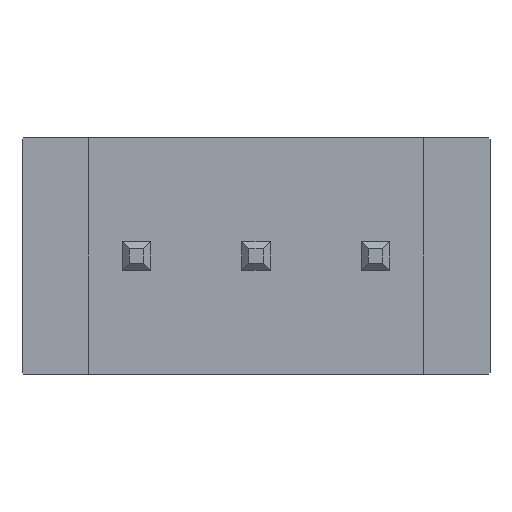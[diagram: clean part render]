
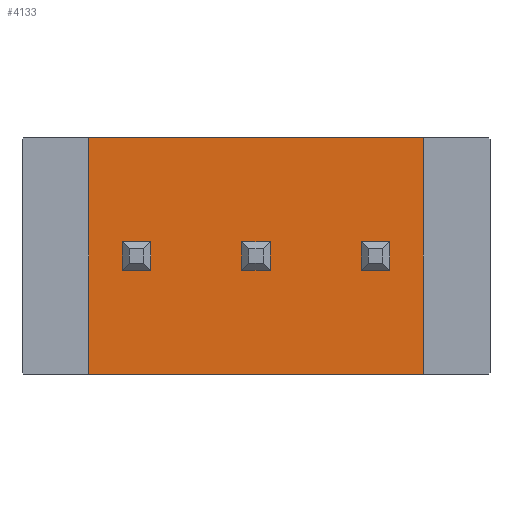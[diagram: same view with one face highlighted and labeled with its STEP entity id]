
A CAD part, front view. The second image highlights one B-rep face of the part: STEP entity #4133.
In plain terms, the highlighted planar face has unit normal (0, -1, 0).
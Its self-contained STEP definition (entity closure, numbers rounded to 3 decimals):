
#20 = LINE ( 'NONE', #3445, #1355 ) ;
#46 = ORIENTED_EDGE ( 'NONE', *, *, #90, .F. ) ;
#90 = EDGE_CURVE ( 'NONE', #1162, #3057, #3529, .T. ) ;
#119 = EDGE_CURVE ( 'NONE', #188, #208, #2963, .T. ) ;
#188 = VERTEX_POINT ( 'NONE', #1892 ) ;
#208 = VERTEX_POINT ( 'NONE', #4631 ) ;
#212 = VECTOR ( 'NONE', #527, 1000. ) ;
#219 = EDGE_CURVE ( 'NONE', #1640, #4406, #1130, .T. ) ;
#242 = LINE ( 'NONE', #1683, #3689 ) ;
#294 = LINE ( 'NONE', #5352, #5030 ) ;
#336 = EDGE_LOOP ( 'NONE', ( #4135, #3341, #2987, #46 ) ) ;
#349 = DIRECTION ( 'NONE',  ( 0., 0., -1. ) ) ;
#444 = CARTESIAN_POINT ( 'NONE',  ( 2.2, 0., 0.3 ) ) ;
#452 = EDGE_CURVE ( 'NONE', #5341, #1640, #294, .T. ) ;
#459 = EDGE_CURVE ( 'NONE', #2032, #3397, #20, .T. ) ;
#494 = DIRECTION ( 'NONE',  ( 1., 0., 0. ) ) ;
#495 = EDGE_CURVE ( 'NONE', #4276, #1046, #5380, .T. ) ;
#505 = CARTESIAN_POINT ( 'NONE',  ( 2.8, 0., 0.3 ) ) ;
#511 = VECTOR ( 'NONE', #3213, 1000. ) ;
#527 = DIRECTION ( 'NONE',  ( 1., 0., 0. ) ) ;
#567 = DIRECTION ( 'NONE',  ( 0., 0., 1. ) ) ;
#641 = EDGE_CURVE ( 'NONE', #208, #1075, #4737, .T. ) ;
#651 = FACE_BOUND ( 'NONE', #5863, .T. ) ;
#723 = DIRECTION ( 'NONE',  ( 0., 0., 1. ) ) ;
#801 = DIRECTION ( 'NONE',  ( 0., 0., 1. ) ) ;
#899 = VECTOR ( 'NONE', #1767, 1000. ) ;
#949 = EDGE_CURVE ( 'NONE', #1046, #1162, #1271, .T. ) ;
#1019 = CARTESIAN_POINT ( 'NONE',  ( -2.2, 0., 0.3 ) ) ;
#1046 = VERTEX_POINT ( 'NONE', #1487 ) ;
#1072 = VECTOR ( 'NONE', #5531, 1000. ) ;
#1075 = VERTEX_POINT ( 'NONE', #3786 ) ;
#1080 = ORIENTED_EDGE ( 'NONE', *, *, #119, .F. ) ;
#1130 = LINE ( 'NONE', #1019, #1508 ) ;
#1162 = VERTEX_POINT ( 'NONE', #4788 ) ;
#1184 = CARTESIAN_POINT ( 'NONE',  ( 0.3, 0., 0.3 ) ) ;
#1197 = VECTOR ( 'NONE', #567, 1000. ) ;
#1263 = VERTEX_POINT ( 'NONE', #5845 ) ;
#1271 = LINE ( 'NONE', #5520, #212 ) ;
#1355 = VECTOR ( 'NONE', #5294, 1000. ) ;
#1393 = CARTESIAN_POINT ( 'NONE',  ( 3.5, 0., 2.475 ) ) ;
#1487 = CARTESIAN_POINT ( 'NONE',  ( -3.5, 0., 2.475 ) ) ;
#1508 = VECTOR ( 'NONE', #4215, 1000. ) ;
#1614 = ORIENTED_EDGE ( 'NONE', *, *, #219, .F. ) ;
#1640 = VERTEX_POINT ( 'NONE', #2926 ) ;
#1683 = CARTESIAN_POINT ( 'NONE',  ( -0.3, 0., 0.3 ) ) ;
#1767 = DIRECTION ( 'NONE',  ( -1., 0., 0. ) ) ;
#1804 = EDGE_CURVE ( 'NONE', #3057, #4276, #3861, .T. ) ;
#1805 = VECTOR ( 'NONE', #3621, 1000. ) ;
#1843 = ORIENTED_EDGE ( 'NONE', *, *, #3923, .F. ) ;
#1864 = DIRECTION ( 'NONE',  ( 0., 0., 1. ) ) ;
#1892 = CARTESIAN_POINT ( 'NONE',  ( -0.3, 0., -0.3 ) ) ;
#1926 = EDGE_CURVE ( 'NONE', #4469, #2032, #3076, .T. ) ;
#1962 = VECTOR ( 'NONE', #5254, 1000. ) ;
#2032 = VERTEX_POINT ( 'NONE', #444 ) ;
#2039 = EDGE_CURVE ( 'NONE', #3054, #4469, #2274, .T. ) ;
#2094 = CARTESIAN_POINT ( 'NONE',  ( 2.8, 0., 0.3 ) ) ;
#2111 = EDGE_CURVE ( 'NONE', #4406, #1263, #5794, .T. ) ;
#2167 = CARTESIAN_POINT ( 'NONE',  ( -2.2, 0., -0.3 ) ) ;
#2274 = LINE ( 'NONE', #5929, #4566 ) ;
#2485 = CARTESIAN_POINT ( 'NONE',  ( -0.3, 0., 0.3 ) ) ;
#2554 = ORIENTED_EDGE ( 'NONE', *, *, #641, .F. ) ;
#2628 = DIRECTION ( 'NONE',  ( 0., 0., -1. ) ) ;
#2643 = EDGE_CURVE ( 'NONE', #3397, #3054, #4167, .T. ) ;
#2666 = PLANE ( 'NONE',  #2833 ) ;
#2833 = AXIS2_PLACEMENT_3D ( 'NONE', #3571, #4940, #2628 ) ;
#2878 = ORIENTED_EDGE ( 'NONE', *, *, #459, .F. ) ;
#2885 = CARTESIAN_POINT ( 'NONE',  ( 0.3, 0., 0.3 ) ) ;
#2925 = VECTOR ( 'NONE', #4122, 1000. ) ;
#2926 = CARTESIAN_POINT ( 'NONE',  ( -2.2, 0., 0.3 ) ) ;
#2963 = LINE ( 'NONE', #3191, #511 ) ;
#2987 = ORIENTED_EDGE ( 'NONE', *, *, #1804, .F. ) ;
#3029 = LINE ( 'NONE', #3932, #1805 ) ;
#3042 = ORIENTED_EDGE ( 'NONE', *, *, #1926, .F. ) ;
#3054 = VERTEX_POINT ( 'NONE', #3560 ) ;
#3057 = VERTEX_POINT ( 'NONE', #3177 ) ;
#3076 = LINE ( 'NONE', #505, #899 ) ;
#3177 = CARTESIAN_POINT ( 'NONE',  ( 3.5, 0., -2.475 ) ) ;
#3191 = CARTESIAN_POINT ( 'NONE',  ( 0.3, 0., -0.3 ) ) ;
#3204 = ORIENTED_EDGE ( 'NONE', *, *, #452, .F. ) ;
#3207 = ORIENTED_EDGE ( 'NONE', *, *, #2111, .F. ) ;
#3213 = DIRECTION ( 'NONE',  ( 1., 0., 0. ) ) ;
#3341 = ORIENTED_EDGE ( 'NONE', *, *, #495, .F. ) ;
#3397 = VERTEX_POINT ( 'NONE', #4927 ) ;
#3400 = LINE ( 'NONE', #1184, #1962 ) ;
#3445 = CARTESIAN_POINT ( 'NONE',  ( 2.2, 0., 0.3 ) ) ;
#3529 = LINE ( 'NONE', #1393, #1072 ) ;
#3560 = CARTESIAN_POINT ( 'NONE',  ( 2.8, 0., -0.3 ) ) ;
#3571 = CARTESIAN_POINT ( 'NONE',  ( -4.9, 0., -2.475 ) ) ;
#3621 = DIRECTION ( 'NONE',  ( 1., 0., 0. ) ) ;
#3689 = VECTOR ( 'NONE', #349, 1000. ) ;
#3722 = VERTEX_POINT ( 'NONE', #2485 ) ;
#3781 = EDGE_LOOP ( 'NONE', ( #3042, #3856, #4775, #2878 ) ) ;
#3786 = CARTESIAN_POINT ( 'NONE',  ( 0.3, 0., 0.3 ) ) ;
#3829 = CARTESIAN_POINT ( 'NONE',  ( -2.8, 0., 0.3 ) ) ;
#3836 = ORIENTED_EDGE ( 'NONE', *, *, #4102, .F. ) ;
#3856 = ORIENTED_EDGE ( 'NONE', *, *, #2039, .F. ) ;
#3861 = LINE ( 'NONE', #4909, #4649 ) ;
#3923 = EDGE_CURVE ( 'NONE', #1075, #3722, #3400, .T. ) ;
#3932 = CARTESIAN_POINT ( 'NONE',  ( -2.2, 0., -0.3 ) ) ;
#4023 = VECTOR ( 'NONE', #801, 1000. ) ;
#4065 = EDGE_LOOP ( 'NONE', ( #1843, #2554, #1080, #3836 ) ) ;
#4101 = CARTESIAN_POINT ( 'NONE',  ( -2.8, 0., 0.3 ) ) ;
#4102 = EDGE_CURVE ( 'NONE', #3722, #188, #242, .T. ) ;
#4105 = DIRECTION ( 'NONE',  ( -1., 0., 0. ) ) ;
#4117 = FACE_BOUND ( 'NONE', #3781, .T. ) ;
#4122 = DIRECTION ( 'NONE',  ( 0., 0., -1. ) ) ;
#4133 = ADVANCED_FACE ( 'NONE', ( #5327, #5257, #4117, #651 ), #2666, .T. ) ;
#4135 = ORIENTED_EDGE ( 'NONE', *, *, #949, .F. ) ;
#4167 = LINE ( 'NONE', #5034, #5244 ) ;
#4215 = DIRECTION ( 'NONE',  ( -1., 0., 0. ) ) ;
#4276 = VERTEX_POINT ( 'NONE', #5689 ) ;
#4406 = VERTEX_POINT ( 'NONE', #3829 ) ;
#4463 = ORIENTED_EDGE ( 'NONE', *, *, #4832, .F. ) ;
#4469 = VERTEX_POINT ( 'NONE', #2094 ) ;
#4566 = VECTOR ( 'NONE', #1864, 1000. ) ;
#4631 = CARTESIAN_POINT ( 'NONE',  ( 0.3, 0., -0.3 ) ) ;
#4649 = VECTOR ( 'NONE', #4105, 1000. ) ;
#4737 = LINE ( 'NONE', #2885, #1197 ) ;
#4775 = ORIENTED_EDGE ( 'NONE', *, *, #2643, .F. ) ;
#4788 = CARTESIAN_POINT ( 'NONE',  ( 3.5, 0., 2.475 ) ) ;
#4832 = EDGE_CURVE ( 'NONE', #1263, #5341, #3029, .T. ) ;
#4909 = CARTESIAN_POINT ( 'NONE',  ( -4.9, 0., -2.475 ) ) ;
#4927 = CARTESIAN_POINT ( 'NONE',  ( 2.2, 0., -0.3 ) ) ;
#4940 = DIRECTION ( 'NONE',  ( 0., -1., 0. ) ) ;
#5030 = VECTOR ( 'NONE', #723, 1000. ) ;
#5034 = CARTESIAN_POINT ( 'NONE',  ( 2.8, 0., -0.3 ) ) ;
#5244 = VECTOR ( 'NONE', #494, 1000. ) ;
#5254 = DIRECTION ( 'NONE',  ( -1., 0., 0. ) ) ;
#5257 = FACE_BOUND ( 'NONE', #4065, .T. ) ;
#5294 = DIRECTION ( 'NONE',  ( 0., 0., -1. ) ) ;
#5327 = FACE_OUTER_BOUND ( 'NONE', #336, .T. ) ;
#5341 = VERTEX_POINT ( 'NONE', #2167 ) ;
#5352 = CARTESIAN_POINT ( 'NONE',  ( -2.2, 0., 0.3 ) ) ;
#5380 = LINE ( 'NONE', #5881, #4023 ) ;
#5520 = CARTESIAN_POINT ( 'NONE',  ( 4.9, 0., 2.475 ) ) ;
#5531 = DIRECTION ( 'NONE',  ( 0., 0., -1. ) ) ;
#5689 = CARTESIAN_POINT ( 'NONE',  ( -3.5, 0., -2.475 ) ) ;
#5794 = LINE ( 'NONE', #4101, #2925 ) ;
#5845 = CARTESIAN_POINT ( 'NONE',  ( -2.8, 0., -0.3 ) ) ;
#5863 = EDGE_LOOP ( 'NONE', ( #1614, #3204, #4463, #3207 ) ) ;
#5881 = CARTESIAN_POINT ( 'NONE',  ( -3.5, 0., 2.475 ) ) ;
#5929 = CARTESIAN_POINT ( 'NONE',  ( 2.8, 0., 0.3 ) ) ;
